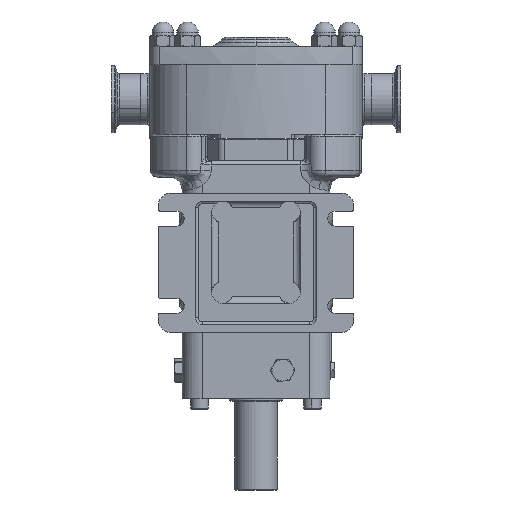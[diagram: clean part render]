
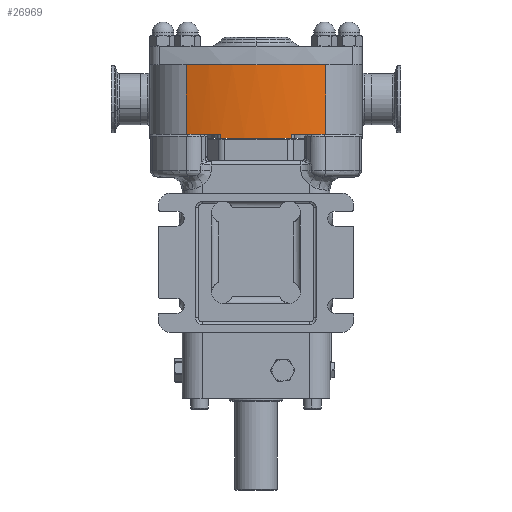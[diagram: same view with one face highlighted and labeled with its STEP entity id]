
A CAD part, front view. The second image highlights one B-rep face of the part: STEP entity #26969.
In plain terms, the highlighted cylindrical face has radius 160 mm (diameter 320 mm), a partial arc.
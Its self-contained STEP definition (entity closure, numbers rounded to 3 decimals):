
#238 = CARTESIAN_POINT ( 'NONE',  ( -52., -101.314, 25.5 ) ) ;
#956 = CARTESIAN_POINT ( 'NONE',  ( 52., -101.314, 25.5 ) ) ;
#1267 = ORIENTED_EDGE ( 'NONE', *, *, #26608, .T. ) ;
#1342 = DIRECTION ( 'NONE',  ( 0., 0., -1. ) ) ;
#1480 = EDGE_CURVE ( 'NONE', #28127, #28385, #6265, .T. ) ;
#1558 = CARTESIAN_POINT ( 'NONE',  ( -26.143, -107.85, -26. ) ) ;
#1730 = CIRCLE ( 'NONE', #26319, 160. ) ;
#2039 = AXIS2_PLACEMENT_3D ( 'NONE', #26355, #24004, #12052 ) ;
#2235 = CARTESIAN_POINT ( 'NONE',  ( 0., 50., -26. ) ) ;
#2408 = ORIENTED_EDGE ( 'NONE', *, *, #17127, .F. ) ;
#2913 = ORIENTED_EDGE ( 'NONE', *, *, #1480, .T. ) ;
#3320 = VERTEX_POINT ( 'NONE', #12778 ) ;
#3384 = CARTESIAN_POINT ( 'NONE',  ( 0., -110., 25.5 ) ) ;
#3413 = CIRCLE ( 'NONE', #26498, 160. ) ;
#3414 = EDGE_CURVE ( 'NONE', #18329, #24959, #11406, .T. ) ;
#3660 = CARTESIAN_POINT ( 'NONE',  ( 0., 50., -109.929 ) ) ;
#4059 = ORIENTED_EDGE ( 'NONE', *, *, #3414, .T. ) ;
#4164 = ORIENTED_EDGE ( 'NONE', *, *, #9905, .T. ) ;
#4350 = VERTEX_POINT ( 'NONE', #238 ) ;
#4429 = DIRECTION ( 'NONE',  ( 0., 0., -1. ) ) ;
#5462 = DIRECTION ( 'NONE',  ( 1., 0., 0. ) ) ;
#5653 = VERTEX_POINT ( 'NONE', #26774 ) ;
#5701 = CARTESIAN_POINT ( 'NONE',  ( 26.143, -107.85, -29. ) ) ;
#5866 = DIRECTION ( 'NONE',  ( 0., 0., 1. ) ) ;
#6057 = LINE ( 'NONE', #8100, #29261 ) ;
#6265 = LINE ( 'NONE', #25759, #24426 ) ;
#6378 = EDGE_CURVE ( 'NONE', #18329, #4350, #11766, .T. ) ;
#6907 = VERTEX_POINT ( 'NONE', #3384 ) ;
#7206 = CIRCLE ( 'NONE', #26765, 160. ) ;
#7224 = DIRECTION ( 'NONE',  ( 0., 0., -1. ) ) ;
#8100 = CARTESIAN_POINT ( 'NONE',  ( 52., -101.314, -109.929 ) ) ;
#8143 = DIRECTION ( 'NONE',  ( 0., 0., -1. ) ) ;
#8348 = CARTESIAN_POINT ( 'NONE',  ( 0., 50., -26. ) ) ;
#8572 = ORIENTED_EDGE ( 'NONE', *, *, #28853, .F. ) ;
#8628 = EDGE_LOOP ( 'NONE', ( #1267, #18082, #28767, #10026, #4059, #23697, #4164, #8572, #2913, #19612, #2408 ) ) ;
#8692 = EDGE_CURVE ( 'NONE', #6907, #4350, #18642, .T. ) ;
#9595 = CARTESIAN_POINT ( 'NONE',  ( 0., 50., 25.5 ) ) ;
#9905 = EDGE_CURVE ( 'NONE', #23547, #21981, #27289, .T. ) ;
#10026 = ORIENTED_EDGE ( 'NONE', *, *, #6378, .F. ) ;
#10516 = CARTESIAN_POINT ( 'NONE',  ( 0., 50., 25.5 ) ) ;
#11406 = CIRCLE ( 'NONE', #26962, 160. ) ;
#11624 = EDGE_CURVE ( 'NONE', #24959, #23547, #7206, .T. ) ;
#11766 = LINE ( 'NONE', #30778, #17313 ) ;
#12052 = DIRECTION ( 'NONE',  ( -1., 0., 0. ) ) ;
#12778 = CARTESIAN_POINT ( 'NONE',  ( 48.406, -102.502, -26. ) ) ;
#13083 = DIRECTION ( 'NONE',  ( 0., 0., 1. ) ) ;
#13110 = DIRECTION ( 'NONE',  ( -1., 0., 0. ) ) ;
#14586 = DIRECTION ( 'NONE',  ( 0., 0., 1. ) ) ;
#15380 = DIRECTION ( 'NONE',  ( -1., 0., 0. ) ) ;
#15760 = CARTESIAN_POINT ( 'NONE',  ( 0., 50., -26. ) ) ;
#16087 = CIRCLE ( 'NONE', #2039, 160. ) ;
#16089 = VECTOR ( 'NONE', #1342, 1000. ) ;
#16718 = AXIS2_PLACEMENT_3D ( 'NONE', #3660, #5866, #13110 ) ;
#16977 = EDGE_CURVE ( 'NONE', #21070, #6907, #30695, .T. ) ;
#17127 = EDGE_CURVE ( 'NONE', #5653, #3320, #16087, .T. ) ;
#17313 = VECTOR ( 'NONE', #14586, 1000. ) ;
#18082 = ORIENTED_EDGE ( 'NONE', *, *, #16977, .T. ) ;
#18329 = VERTEX_POINT ( 'NONE', #27592 ) ;
#18642 = CIRCLE ( 'NONE', #18656, 160. ) ;
#18656 = AXIS2_PLACEMENT_3D ( 'NONE', #9595, #7224, #19018 ) ;
#19018 = DIRECTION ( 'NONE',  ( -1., 0., 0. ) ) ;
#19380 = CARTESIAN_POINT ( 'NONE',  ( -48.406, -102.502, -26. ) ) ;
#19612 = ORIENTED_EDGE ( 'NONE', *, *, #19842, .F. ) ;
#19842 = EDGE_CURVE ( 'NONE', #3320, #28385, #3413, .T. ) ;
#19909 = DIRECTION ( 'NONE',  ( 0., 0., -1. ) ) ;
#20610 = DIRECTION ( 'NONE',  ( 0., 0., 1. ) ) ;
#20859 = DIRECTION ( 'NONE',  ( 0., 0., 1. ) ) ;
#21070 = VERTEX_POINT ( 'NONE', #956 ) ;
#21086 = DIRECTION ( 'NONE',  ( 1., 0., 0. ) ) ;
#21103 = AXIS2_PLACEMENT_3D ( 'NONE', #10516, #8143, #15380 ) ;
#21701 = CARTESIAN_POINT ( 'NONE',  ( 26.143, -107.85, -26. ) ) ;
#21981 = VERTEX_POINT ( 'NONE', #31101 ) ;
#22886 = CARTESIAN_POINT ( 'NONE',  ( -26.143, -107.85, -109.929 ) ) ;
#23029 = DIRECTION ( 'NONE',  ( 0., 0., 1. ) ) ;
#23547 = VERTEX_POINT ( 'NONE', #1558 ) ;
#23611 = DIRECTION ( 'NONE',  ( -1., 0., 0. ) ) ;
#23697 = ORIENTED_EDGE ( 'NONE', *, *, #11624, .T. ) ;
#24004 = DIRECTION ( 'NONE',  ( 0., 0., -1. ) ) ;
#24426 = VECTOR ( 'NONE', #20859, 1000. ) ;
#24877 = FACE_OUTER_BOUND ( 'NONE', #8628, .T. ) ;
#24959 = VERTEX_POINT ( 'NONE', #19380 ) ;
#25201 = CYLINDRICAL_SURFACE ( 'NONE', #16718, 160. ) ;
#25479 = DIRECTION ( 'NONE',  ( 1., 0., 0. ) ) ;
#25759 = CARTESIAN_POINT ( 'NONE',  ( 26.143, -107.85, -109.929 ) ) ;
#26319 = AXIS2_PLACEMENT_3D ( 'NONE', #27459, #19909, #5462 ) ;
#26355 = CARTESIAN_POINT ( 'NONE',  ( 0., 50., -26. ) ) ;
#26498 = AXIS2_PLACEMENT_3D ( 'NONE', #2235, #4429, #23611 ) ;
#26608 = EDGE_CURVE ( 'NONE', #5653, #21070, #6057, .T. ) ;
#26765 = AXIS2_PLACEMENT_3D ( 'NONE', #8348, #13083, #25479 ) ;
#26774 = CARTESIAN_POINT ( 'NONE',  ( 52., -101.314, -26. ) ) ;
#26962 = AXIS2_PLACEMENT_3D ( 'NONE', #15760, #20610, #21086 ) ;
#26969 = ADVANCED_FACE ( 'NONE', ( #24877 ), #25201, .T. ) ;
#27289 = LINE ( 'NONE', #22886, #16089 ) ;
#27459 = CARTESIAN_POINT ( 'NONE',  ( 0., 50., -29. ) ) ;
#27592 = CARTESIAN_POINT ( 'NONE',  ( -52., -101.314, -26. ) ) ;
#28127 = VERTEX_POINT ( 'NONE', #5701 ) ;
#28385 = VERTEX_POINT ( 'NONE', #21701 ) ;
#28767 = ORIENTED_EDGE ( 'NONE', *, *, #8692, .T. ) ;
#28853 = EDGE_CURVE ( 'NONE', #28127, #21981, #1730, .T. ) ;
#29261 = VECTOR ( 'NONE', #23029, 1000. ) ;
#30695 = CIRCLE ( 'NONE', #21103, 160. ) ;
#30778 = CARTESIAN_POINT ( 'NONE',  ( -52., -101.314, -109.929 ) ) ;
#31101 = CARTESIAN_POINT ( 'NONE',  ( -26.143, -107.85, -29. ) ) ;
